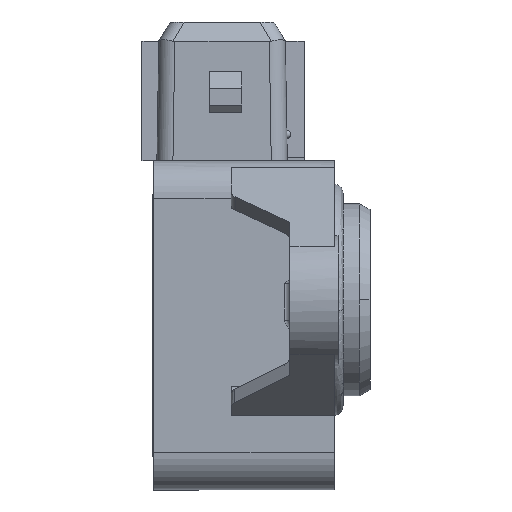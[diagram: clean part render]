
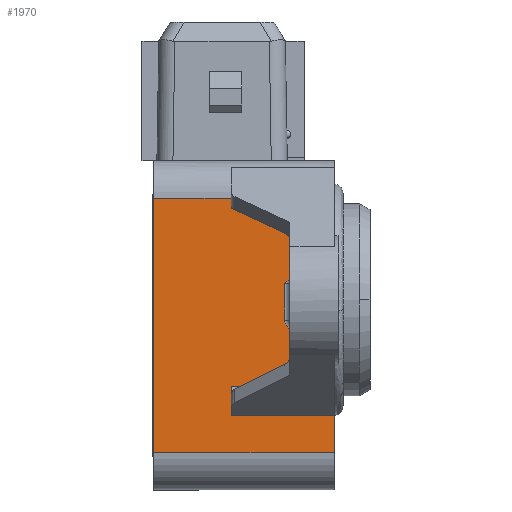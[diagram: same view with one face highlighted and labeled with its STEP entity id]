
A CAD part, left-side view. The second image highlights one B-rep face of the part: STEP entity #1970.
In plain terms, the highlighted planar face has unit normal (-1, 0, 0).
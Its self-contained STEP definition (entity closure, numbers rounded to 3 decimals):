
#8 = VERTEX_POINT ( 'NONE', #3366 ) ;
#25 = VERTEX_POINT ( 'NONE', #3496 ) ;
#300 = EDGE_LOOP ( 'NONE', ( #8113, #8101, #7937, #1882, #1883, #1954, #1955, #1958, #1961, #1963, #1964, #1965, #1942, #1943, #1944, #1945 ) ) ;
#1423 = EDGE_CURVE ( 'NONE', #8, #1448, #20709, .T. ) ;
#1428 = VERTEX_POINT ( 'NONE', #20746 ) ;
#1435 = VERTEX_POINT ( 'NONE', #20740 ) ;
#1439 = EDGE_CURVE ( 'NONE', #24236, #8, #20738, .T. ) ;
#1448 = VERTEX_POINT ( 'NONE', #20770 ) ;
#1453 = VERTEX_POINT ( 'NONE', #20793 ) ;
#1459 = EDGE_CURVE ( 'NONE', #1453, #24236, #20840, .T. ) ;
#1466 = VERTEX_POINT ( 'NONE', #20862 ) ;
#1468 = EDGE_CURVE ( 'NONE', #25, #1466, #20860, .T. ) ;
#1474 = EDGE_CURVE ( 'NONE', #1466, #1475, #20899, .T. ) ;
#1475 = VERTEX_POINT ( 'NONE', #20890 ) ;
#1485 = EDGE_CURVE ( 'NONE', #7929, #25, #20921, .T. ) ;
#1490 = EDGE_CURVE ( 'NONE', #1428, #1435, #20951, .T. ) ;
#1496 = EDGE_CURVE ( 'NONE', #1435, #4632, #20983, .T. ) ;
#1504 = EDGE_CURVE ( 'NONE', #1448, #1530, #21012, .T. ) ;
#1524 = EDGE_CURVE ( 'NONE', #1542, #1453, #21064, .T. ) ;
#1530 = VERTEX_POINT ( 'NONE', #21091 ) ;
#1542 = VERTEX_POINT ( 'NONE', #21122 ) ;
#1545 = EDGE_CURVE ( 'NONE', #1475, #1542, #21116, .T. ) ;
#1875 = EDGE_CURVE ( 'NONE', #1876, #1428, #22057, .T. ) ;
#1876 = VERTEX_POINT ( 'NONE', #22053 ) ;
#1882 = ORIENTED_EDGE ( 'NONE', *, *, #1439, .T. ) ;
#1883 = ORIENTED_EDGE ( 'NONE', *, *, #1423, .T. ) ;
#1942 = ORIENTED_EDGE ( 'NONE', *, *, #9543, .T. ) ;
#1943 = ORIENTED_EDGE ( 'NONE', *, *, #1485, .T. ) ;
#1944 = ORIENTED_EDGE ( 'NONE', *, *, #1468, .T. ) ;
#1945 = ORIENTED_EDGE ( 'NONE', *, *, #1474, .T. ) ;
#1954 = ORIENTED_EDGE ( 'NONE', *, *, #1504, .T. ) ;
#1955 = ORIENTED_EDGE ( 'NONE', *, *, #1956, .F. ) ;
#1956 = EDGE_CURVE ( 'NONE', #1957, #1530, #22137, .T. ) ;
#1957 = VERTEX_POINT ( 'NONE', #22133 ) ;
#1958 = ORIENTED_EDGE ( 'NONE', *, *, #1959, .F. ) ;
#1959 = EDGE_CURVE ( 'NONE', #1960, #1957, #22132, .T. ) ;
#1960 = VERTEX_POINT ( 'NONE', #22128 ) ;
#1961 = ORIENTED_EDGE ( 'NONE', *, *, #1962, .F. ) ;
#1962 = EDGE_CURVE ( 'NONE', #1876, #1960, #22126, .T. ) ;
#1963 = ORIENTED_EDGE ( 'NONE', *, *, #1875, .T. ) ;
#1964 = ORIENTED_EDGE ( 'NONE', *, *, #1490, .T. ) ;
#1965 = ORIENTED_EDGE ( 'NONE', *, *, #1496, .T. ) ;
#1970 = ADVANCED_FACE ( 'NONE', ( #22122 ), #22167, .T. ) ;
#3366 = CARTESIAN_POINT ( 'NONE',  ( -18.997, 2.5, 8.589 ) ) ;
#3496 = CARTESIAN_POINT ( 'NONE',  ( -18.997, 2.5, -2.9 ) ) ;
#4632 = VERTEX_POINT ( 'NONE', #9617 ) ;
#7929 = VERTEX_POINT ( 'NONE', #9956 ) ;
#7937 = ORIENTED_EDGE ( 'NONE', *, *, #1459, .T. ) ;
#8101 = ORIENTED_EDGE ( 'NONE', *, *, #1524, .T. ) ;
#8113 = ORIENTED_EDGE ( 'NONE', *, *, #1545, .T. ) ;
#9543 = EDGE_CURVE ( 'NONE', #4632, #7929, #9983, .T. ) ;
#9617 = CARTESIAN_POINT ( 'NONE',  ( -18.997, 10., -8.134 ) ) ;
#9956 = CARTESIAN_POINT ( 'NONE',  ( -18.997, 2.5, -8.134 ) ) ;
#9980 = DIRECTION ( 'NONE',  ( 0., -1., 0. ) ) ;
#9981 = VECTOR ( 'NONE', #9980, 1000. ) ;
#9982 = CARTESIAN_POINT ( 'NONE',  ( -18.997, 0.012, -8.134 ) ) ;
#9983 = LINE ( 'NONE', #9982, #9981 ) ;
#15673 = CARTESIAN_POINT ( 'NONE',  ( -18.997, 2.5, 2. ) ) ;
#20705 = DIRECTION ( 'NONE',  ( 0., 1., 0. ) ) ;
#20707 = VECTOR ( 'NONE', #20705, 1000. ) ;
#20708 = CARTESIAN_POINT ( 'NONE',  ( -18.997, 0.012, 8.589 ) ) ;
#20709 = LINE ( 'NONE', #20708, #20707 ) ;
#20735 = DIRECTION ( 'NONE',  ( 0., 0., 1. ) ) ;
#20736 = VECTOR ( 'NONE', #20735, 1000. ) ;
#20737 = CARTESIAN_POINT ( 'NONE',  ( -18.997, 2.5, -14.776 ) ) ;
#20738 = LINE ( 'NONE', #20737, #20736 ) ;
#20740 = CARTESIAN_POINT ( 'NONE',  ( -18.997, 10., -10.8 ) ) ;
#20746 = CARTESIAN_POINT ( 'NONE',  ( -18.997, 0.35, -10.8 ) ) ;
#20770 = CARTESIAN_POINT ( 'NONE',  ( -18.997, 10., 8.589 ) ) ;
#20793 = CARTESIAN_POINT ( 'NONE',  ( -18.997, 4.134, 2. ) ) ;
#20827 = DIRECTION ( 'NONE',  ( 0., -1., 0. ) ) ;
#20838 = VECTOR ( 'NONE', #20827, 1000. ) ;
#20839 = CARTESIAN_POINT ( 'NONE',  ( -18.997, 0.012, 2. ) ) ;
#20840 = LINE ( 'NONE', #20839, #20838 ) ;
#20857 = DIRECTION ( 'NONE',  ( 0., 1., 0. ) ) ;
#20858 = VECTOR ( 'NONE', #20857, 1000. ) ;
#20859 = CARTESIAN_POINT ( 'NONE',  ( -18.997, 0.012, -2.9 ) ) ;
#20860 = LINE ( 'NONE', #20859, #20858 ) ;
#20862 = CARTESIAN_POINT ( 'NONE',  ( -18.997, 4., -2.9 ) ) ;
#20890 = CARTESIAN_POINT ( 'NONE',  ( -18.997, 5., -1.9 ) ) ;
#20891 = DIRECTION ( 'NONE',  ( 0., 1., 0. ) ) ;
#20892 = DIRECTION ( 'NONE',  ( 1., 0., 0. ) ) ;
#20893 = CARTESIAN_POINT ( 'NONE',  ( -18.997, 4., -1.9 ) ) ;
#20894 = AXIS2_PLACEMENT_3D ( 'NONE', #20893, #20892, #20891 ) ;
#20899 = CIRCLE ( 'NONE', #20894, 1. ) ;
#20918 = DIRECTION ( 'NONE',  ( 0., 0., 1. ) ) ;
#20919 = VECTOR ( 'NONE', #20918, 1000. ) ;
#20920 = CARTESIAN_POINT ( 'NONE',  ( -18.997, 2.5, -14.776 ) ) ;
#20921 = LINE ( 'NONE', #20920, #20919 ) ;
#20948 = DIRECTION ( 'NONE',  ( 0., 1., 0. ) ) ;
#20949 = VECTOR ( 'NONE', #20948, 1000. ) ;
#20950 = CARTESIAN_POINT ( 'NONE',  ( -18.997, 0.012, -10.8 ) ) ;
#20951 = LINE ( 'NONE', #20950, #20949 ) ;
#20980 = DIRECTION ( 'NONE',  ( 0., 0., 1. ) ) ;
#20981 = VECTOR ( 'NONE', #20980, 1000. ) ;
#20982 = CARTESIAN_POINT ( 'NONE',  ( -18.997, 10., -14.776 ) ) ;
#20983 = LINE ( 'NONE', #20982, #20981 ) ;
#21009 = DIRECTION ( 'NONE',  ( 0., 0., 1. ) ) ;
#21010 = VECTOR ( 'NONE', #21009, 1000. ) ;
#21011 = CARTESIAN_POINT ( 'NONE',  ( -18.997, 10., -14.776 ) ) ;
#21012 = LINE ( 'NONE', #21011, #21010 ) ;
#21051 = CARTESIAN_POINT ( 'NONE',  ( -18.997, 4.134, 2. ) ) ;
#21052 = CARTESIAN_POINT ( 'NONE',  ( -18.997, 4.307, 2. ) ) ;
#21053 = CARTESIAN_POINT ( 'NONE',  ( -18.997, 4.471, 1.933 ) ) ;
#21054 = CARTESIAN_POINT ( 'NONE',  ( -18.997, 4.758, 1.742 ) ) ;
#21055 = CARTESIAN_POINT ( 'NONE',  ( -18.997, 4.879, 1.621 ) ) ;
#21056 = CARTESIAN_POINT ( 'NONE',  ( -18.997, 5., 1.5 ) ) ;
#21064 = B_SPLINE_CURVE_WITH_KNOTS ( 'NONE', 3,
 ( #21056, #21055, #21054, #21053, #21052, #21051 ),
 .UNSPECIFIED., .F., .F.,
 ( 4, 2, 4 ),
 ( 0., 0.001, 0.001 ),
 .UNSPECIFIED. ) ;
#21091 = CARTESIAN_POINT ( 'NONE',  ( -18.997, 10., 9.5 ) ) ;
#21113 = DIRECTION ( 'NONE',  ( 0., 0., 1. ) ) ;
#21114 = VECTOR ( 'NONE', #21113, 1000. ) ;
#21115 = CARTESIAN_POINT ( 'NONE',  ( -18.997, 5., -14.776 ) ) ;
#21116 = LINE ( 'NONE', #21115, #21114 ) ;
#21122 = CARTESIAN_POINT ( 'NONE',  ( -18.997, 5., 1.5 ) ) ;
#22053 = CARTESIAN_POINT ( 'NONE',  ( -18.997, 0.35, -14.3 ) ) ;
#22054 = DIRECTION ( 'NONE',  ( 0., 0., 1. ) ) ;
#22055 = VECTOR ( 'NONE', #22054, 1000. ) ;
#22056 = CARTESIAN_POINT ( 'NONE',  ( -18.997, 0.35, -14.776 ) ) ;
#22057 = LINE ( 'NONE', #22056, #22055 ) ;
#22122 = FACE_OUTER_BOUND ( 'NONE', #300, .T. ) ;
#22123 = DIRECTION ( 'NONE',  ( 0., 1., 0. ) ) ;
#22124 = VECTOR ( 'NONE', #22123, 1000. ) ;
#22125 = CARTESIAN_POINT ( 'NONE',  ( -18.997, 17.25, -14.3 ) ) ;
#22126 = LINE ( 'NONE', #22125, #22124 ) ;
#22128 = CARTESIAN_POINT ( 'NONE',  ( -18.997, 17.25, -14.3 ) ) ;
#22129 = DIRECTION ( 'NONE',  ( 0., 0., 1. ) ) ;
#22130 = VECTOR ( 'NONE', #22129, 1000. ) ;
#22131 = CARTESIAN_POINT ( 'NONE',  ( -18.997, 17.25, 13.616 ) ) ;
#22132 = LINE ( 'NONE', #22131, #22130 ) ;
#22133 = CARTESIAN_POINT ( 'NONE',  ( -18.997, 17.25, 9.5 ) ) ;
#22134 = DIRECTION ( 'NONE',  ( 0., -1., 0. ) ) ;
#22135 = VECTOR ( 'NONE', #22134, 1000. ) ;
#22136 = CARTESIAN_POINT ( 'NONE',  ( -18.997, 17.25, 9.5 ) ) ;
#22137 = LINE ( 'NONE', #22136, #22135 ) ;
#22163 = DIRECTION ( 'NONE',  ( 0., 0., 1. ) ) ;
#22164 = DIRECTION ( 'NONE',  ( -1., 0., 0. ) ) ;
#22165 = CARTESIAN_POINT ( 'NONE',  ( -18.997, 0.012, -14.776 ) ) ;
#22166 = AXIS2_PLACEMENT_3D ( 'NONE', #22165, #22164, #22163 ) ;
#22167 = PLANE ( 'NONE',  #22166 ) ;
#24236 = VERTEX_POINT ( 'NONE', #15673 ) ;
